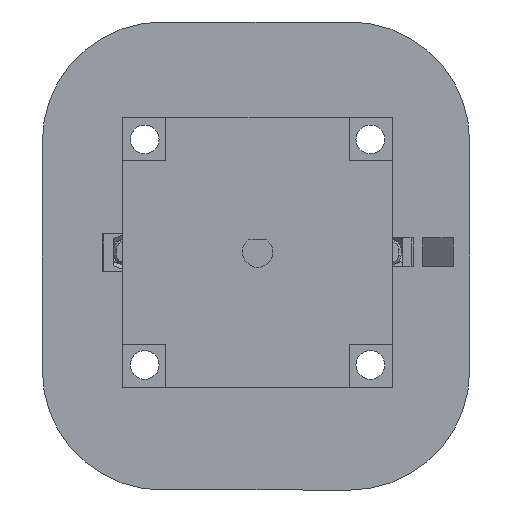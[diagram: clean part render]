
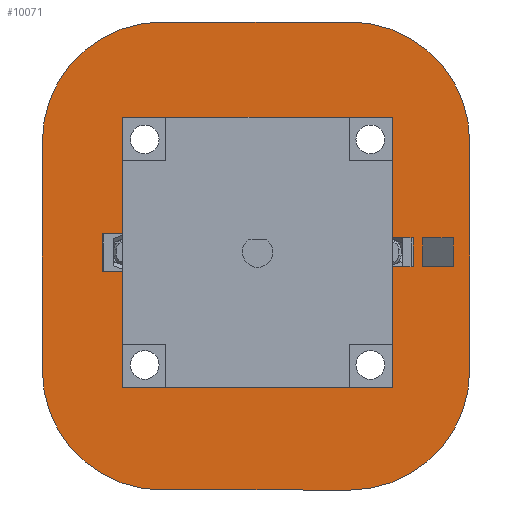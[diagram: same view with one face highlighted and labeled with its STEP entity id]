
A CAD part, front view. The second image highlights one B-rep face of the part: STEP entity #10071.
In plain terms, the highlighted face is planar.
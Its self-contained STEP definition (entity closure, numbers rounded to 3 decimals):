
#184=FACE_BOUND('',#1968,.T.);
#185=FACE_BOUND('',#1969,.T.);
#186=FACE_BOUND('',#1970,.T.);
#187=FACE_BOUND('',#1971,.T.);
#188=FACE_BOUND('',#1972,.T.);
#189=FACE_BOUND('',#1973,.T.);
#190=FACE_BOUND('',#1974,.T.);
#191=FACE_BOUND('',#1975,.T.);
#1370=FACE_OUTER_BOUND('',#1967,.T.);
#1967=EDGE_LOOP('',(#9141,#9142,#9143,#9144,#9145,#9146,#9147,#9148));
#1968=EDGE_LOOP('',(#9149,#9150,#9151,#9152));
#1969=EDGE_LOOP('',(#9153,#9154,#9155,#9156));
#1970=EDGE_LOOP('',(#9157,#9158,#9159,#9160));
#1971=EDGE_LOOP('',(#9161));
#1972=EDGE_LOOP('',(#9162));
#1973=EDGE_LOOP('',(#9163));
#1974=EDGE_LOOP('',(#9164));
#1975=EDGE_LOOP('',(#9165));
#2741=LINE('',#16429,#3695);
#2745=LINE('',#16436,#3699);
#2748=LINE('',#16442,#3702);
#2749=LINE('',#16446,#3703);
#2755=LINE('',#16459,#3709);
#2758=LINE('',#16465,#3712);
#2761=LINE('',#16471,#3715);
#2769=LINE('',#16483,#3723);
#2778=LINE('',#16502,#3732);
#2811=LINE('',#16598,#3765);
#2816=LINE('',#16612,#3770);
#2884=LINE('',#16761,#3838);
#2911=LINE('',#16815,#3865);
#2924=LINE('',#16841,#3878);
#2934=LINE('',#16878,#3888);
#2935=LINE('',#16880,#3889);
#3695=VECTOR('',#13571,10.);
#3699=VECTOR('',#13577,10.);
#3702=VECTOR('',#13582,10.);
#3703=VECTOR('',#13585,10.);
#3709=VECTOR('',#13593,10.);
#3712=VECTOR('',#13598,10.);
#3715=VECTOR('',#13603,10.);
#3723=VECTOR('',#13613,10.);
#3732=VECTOR('',#13628,10.);
#3765=VECTOR('',#13697,10.);
#3770=VECTOR('',#13712,10.);
#3838=VECTOR('',#13850,10.);
#3865=VECTOR('',#13907,10.);
#3878=VECTOR('',#13946,10.);
#3888=VECTOR('',#13996,10.);
#3889=VECTOR('',#13999,10.);
#4226=CIRCLE('',#11135,25.);
#4241=CIRCLE('',#11153,25.);
#4242=CIRCLE('',#11155,25.);
#4243=CIRCLE('',#11158,25.);
#4248=CIRCLE('',#11230,3.);
#4249=CIRCLE('',#11232,3.);
#4250=CIRCLE('',#11234,3.);
#4251=CIRCLE('',#11236,3.);
#4252=CIRCLE('',#11238,19.5);
#4971=VERTEX_POINT('',#16426);
#4972=VERTEX_POINT('',#16428);
#4974=VERTEX_POINT('',#16434);
#4976=VERTEX_POINT('',#16440);
#4977=VERTEX_POINT('',#16444);
#4978=VERTEX_POINT('',#16445);
#4983=VERTEX_POINT('',#16456);
#4984=VERTEX_POINT('',#16458);
#4986=VERTEX_POINT('',#16464);
#4988=VERTEX_POINT('',#16470);
#4998=VERTEX_POINT('',#16501);
#5011=VERTEX_POINT('',#16529);
#5012=VERTEX_POINT('',#16530);
#5043=VERTEX_POINT('',#16597);
#5044=VERTEX_POINT('',#16601);
#5045=VERTEX_POINT('',#16605);
#5046=VERTEX_POINT('',#16606);
#5047=VERTEX_POINT('',#16611);
#5048=VERTEX_POINT('',#16615);
#5093=VERTEX_POINT('',#16759);
#5108=VERTEX_POINT('',#16858);
#5109=VERTEX_POINT('',#16862);
#5110=VERTEX_POINT('',#16866);
#5111=VERTEX_POINT('',#16870);
#5112=VERTEX_POINT('',#16874);
#6238=EDGE_CURVE('',#4972,#4971,#2741,.T.);
#6242=EDGE_CURVE('',#4971,#4974,#2745,.T.);
#6245=EDGE_CURVE('',#4974,#4976,#2748,.T.);
#6246=EDGE_CURVE('',#4977,#4978,#2749,.T.);
#6252=EDGE_CURVE('',#4984,#4983,#2755,.T.);
#6255=EDGE_CURVE('',#4986,#4984,#2758,.T.);
#6258=EDGE_CURVE('',#4988,#4986,#2761,.T.);
#6266=EDGE_CURVE('',#4976,#4972,#2769,.T.);
#6275=EDGE_CURVE('',#4998,#4977,#2778,.T.);
#6289=EDGE_CURVE('',#5011,#5012,#4226,.T.);
#6323=EDGE_CURVE('',#5043,#5012,#2811,.T.);
#6325=EDGE_CURVE('',#5043,#5044,#4241,.T.);
#6327=EDGE_CURVE('',#5045,#5046,#4242,.T.);
#6330=EDGE_CURVE('',#5047,#5046,#2816,.T.);
#6332=EDGE_CURVE('',#5047,#5048,#4243,.T.);
#6408=EDGE_CURVE('',#4978,#5093,#2884,.T.);
#6435=EDGE_CURVE('',#5093,#4998,#2911,.T.);
#6448=EDGE_CURVE('',#4983,#4988,#2924,.T.);
#6455=EDGE_CURVE('',#5108,#5108,#4248,.T.);
#6457=EDGE_CURVE('',#5109,#5109,#4249,.T.);
#6459=EDGE_CURVE('',#5110,#5110,#4250,.T.);
#6461=EDGE_CURVE('',#5111,#5111,#4251,.T.);
#6463=EDGE_CURVE('',#5112,#5112,#4252,.T.);
#6465=EDGE_CURVE('',#5045,#5044,#2934,.T.);
#6466=EDGE_CURVE('',#5011,#5048,#2935,.T.);
#9141=ORIENTED_EDGE('',*,*,#6289,.F.);
#9142=ORIENTED_EDGE('',*,*,#6466,.T.);
#9143=ORIENTED_EDGE('',*,*,#6332,.F.);
#9144=ORIENTED_EDGE('',*,*,#6330,.T.);
#9145=ORIENTED_EDGE('',*,*,#6327,.F.);
#9146=ORIENTED_EDGE('',*,*,#6465,.T.);
#9147=ORIENTED_EDGE('',*,*,#6325,.F.);
#9148=ORIENTED_EDGE('',*,*,#6323,.T.);
#9149=ORIENTED_EDGE('',*,*,#6242,.T.);
#9150=ORIENTED_EDGE('',*,*,#6245,.T.);
#9151=ORIENTED_EDGE('',*,*,#6266,.T.);
#9152=ORIENTED_EDGE('',*,*,#6238,.T.);
#9153=ORIENTED_EDGE('',*,*,#6435,.T.);
#9154=ORIENTED_EDGE('',*,*,#6275,.T.);
#9155=ORIENTED_EDGE('',*,*,#6246,.T.);
#9156=ORIENTED_EDGE('',*,*,#6408,.T.);
#9157=ORIENTED_EDGE('',*,*,#6252,.T.);
#9158=ORIENTED_EDGE('',*,*,#6448,.T.);
#9159=ORIENTED_EDGE('',*,*,#6258,.T.);
#9160=ORIENTED_EDGE('',*,*,#6255,.T.);
#9161=ORIENTED_EDGE('',*,*,#6463,.T.);
#9162=ORIENTED_EDGE('',*,*,#6461,.T.);
#9163=ORIENTED_EDGE('',*,*,#6459,.T.);
#9164=ORIENTED_EDGE('',*,*,#6457,.T.);
#9165=ORIENTED_EDGE('',*,*,#6455,.T.);
#9555=PLANE('',#11241);
#10071=ADVANCED_FACE('',(#1370,#184,#185,#186,#187,#188,#189,#190,#191),
#9555,.T.);
#11135=AXIS2_PLACEMENT_3D('',#16531,#13644,#13645);
#11153=AXIS2_PLACEMENT_3D('',#16602,#13701,#13702);
#11155=AXIS2_PLACEMENT_3D('',#16607,#13706,#13707);
#11158=AXIS2_PLACEMENT_3D('',#16616,#13716,#13717);
#11230=AXIS2_PLACEMENT_3D('',#16859,#13971,#13972);
#11232=AXIS2_PLACEMENT_3D('',#16863,#13976,#13977);
#11234=AXIS2_PLACEMENT_3D('',#16867,#13981,#13982);
#11236=AXIS2_PLACEMENT_3D('',#16871,#13986,#13987);
#11238=AXIS2_PLACEMENT_3D('',#16875,#13991,#13992);
#11241=AXIS2_PLACEMENT_3D('',#16881,#14000,#14001);
#13571=DIRECTION('',(1.,0.,0.));
#13577=DIRECTION('',(0.,-1.,0.));
#13582=DIRECTION('',(-1.,0.,0.));
#13585=DIRECTION('',(0.,1.,0.));
#13593=DIRECTION('',(1.,0.,0.));
#13598=DIRECTION('',(0.,1.,0.));
#13603=DIRECTION('',(-1.,0.,0.));
#13613=DIRECTION('',(0.,1.,0.));
#13628=DIRECTION('',(-1.,0.,0.));
#13644=DIRECTION('center_axis',(0.,0.,-1.));
#13645=DIRECTION('ref_axis',(0.707,-0.707,0.));
#13697=DIRECTION('',(1.,0.,0.));
#13701=DIRECTION('center_axis',(0.,0.,-1.));
#13702=DIRECTION('ref_axis',(-0.707,-0.707,0.));
#13706=DIRECTION('center_axis',(0.,0.,-1.));
#13707=DIRECTION('ref_axis',(-0.707,0.707,0.));
#13712=DIRECTION('',(-1.,0.,0.));
#13716=DIRECTION('center_axis',(0.,0.,-1.));
#13717=DIRECTION('ref_axis',(0.707,0.707,0.));
#13850=DIRECTION('',(1.,0.,0.));
#13907=DIRECTION('',(0.,-1.,0.));
#13946=DIRECTION('',(0.,-1.,0.));
#13971=DIRECTION('center_axis',(0.,0.,-1.));
#13972=DIRECTION('ref_axis',(-1.,0.,0.));
#13976=DIRECTION('center_axis',(0.,0.,-1.));
#13977=DIRECTION('ref_axis',(-1.,0.,0.));
#13981=DIRECTION('center_axis',(0.,0.,-1.));
#13982=DIRECTION('ref_axis',(-1.,0.,0.));
#13986=DIRECTION('center_axis',(0.,0.,-1.));
#13987=DIRECTION('ref_axis',(-1.,0.,0.));
#13991=DIRECTION('center_axis',(0.,0.,-1.));
#13992=DIRECTION('ref_axis',(-1.,0.,0.));
#13996=DIRECTION('',(0.,-1.,0.));
#13999=DIRECTION('',(0.,1.,0.));
#14000=DIRECTION('center_axis',(0.,0.,1.));
#14001=DIRECTION('ref_axis',(1.,0.,0.));
#16426=CARTESIAN_POINT('',(-22.5,4.,3.));
#16428=CARTESIAN_POINT('',(-32.5,4.,3.));
#16429=CARTESIAN_POINT('',(-11.41,4.,3.));
#16434=CARTESIAN_POINT('',(-22.5,-4.,3.));
#16436=CARTESIAN_POINT('',(-22.5,-2.401,3.));
#16440=CARTESIAN_POINT('',(-32.5,-4.,3.));
#16442=CARTESIAN_POINT('',(-16.41,-4.,3.));
#16444=CARTESIAN_POINT('',(34.5,-3.,3.));
#16445=CARTESIAN_POINT('',(34.5,3.,3.));
#16446=CARTESIAN_POINT('',(34.5,1.099,3.));
#16456=CARTESIAN_POINT('',(32.5,3.,3.));
#16458=CARTESIAN_POINT('',(22.5,3.,3.));
#16459=CARTESIAN_POINT('',(16.09,3.,3.));
#16464=CARTESIAN_POINT('',(22.5,-3.,3.));
#16465=CARTESIAN_POINT('',(22.5,1.099,3.));
#16470=CARTESIAN_POINT('',(32.5,-3.,3.));
#16471=CARTESIAN_POINT('',(11.09,-3.,3.));
#16483=CARTESIAN_POINT('',(-32.5,1.599,3.));
#16501=CARTESIAN_POINT('',(40.9,-3.,3.));
#16502=CARTESIAN_POINT('',(17.09,-3.,3.));
#16529=CARTESIAN_POINT('',(44.334,-24.705,3.));
#16530=CARTESIAN_POINT('',(19.334,-49.705,3.));
#16531=CARTESIAN_POINT('Origin',(19.334,-24.705,3.));
#16597=CARTESIAN_POINT('',(-19.975,-49.705,3.));
#16598=CARTESIAN_POINT('',(-44.975,-49.705,3.));
#16601=CARTESIAN_POINT('',(-44.975,-24.705,3.));
#16602=CARTESIAN_POINT('Origin',(-19.975,-24.705,3.));
#16605=CARTESIAN_POINT('',(-44.975,23.102,3.));
#16606=CARTESIAN_POINT('',(-19.975,48.102,3.));
#16607=CARTESIAN_POINT('Origin',(-19.975,23.102,3.));
#16611=CARTESIAN_POINT('',(19.334,48.102,3.));
#16612=CARTESIAN_POINT('',(44.334,48.102,3.));
#16615=CARTESIAN_POINT('',(44.334,23.102,3.));
#16616=CARTESIAN_POINT('Origin',(19.334,23.102,3.));
#16759=CARTESIAN_POINT('',(40.9,3.,3.));
#16761=CARTESIAN_POINT('',(20.29,3.,3.));
#16815=CARTESIAN_POINT('',(40.9,-1.901,3.));
#16841=CARTESIAN_POINT('',(32.5,-1.901,3.));
#16858=CARTESIAN_POINT('',(-20.57,23.57,3.));
#16859=CARTESIAN_POINT('Origin',(-23.57,23.57,3.));
#16862=CARTESIAN_POINT('',(26.57,23.57,3.));
#16863=CARTESIAN_POINT('Origin',(23.57,23.57,3.));
#16866=CARTESIAN_POINT('',(26.57,-23.57,3.));
#16867=CARTESIAN_POINT('Origin',(23.57,-23.57,3.));
#16870=CARTESIAN_POINT('',(-20.57,-23.57,3.));
#16871=CARTESIAN_POINT('Origin',(-23.57,-23.57,3.));
#16874=CARTESIAN_POINT('',(19.5,0.,3.));
#16875=CARTESIAN_POINT('Origin',(0.,0.,3.));
#16878=CARTESIAN_POINT('',(-44.975,48.102,3.));
#16880=CARTESIAN_POINT('',(44.334,-49.705,3.));
#16881=CARTESIAN_POINT('Origin',(-0.321,-0.802,
3.));
